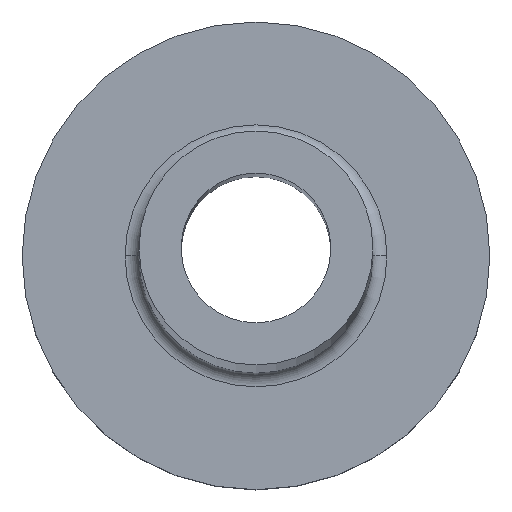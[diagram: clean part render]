
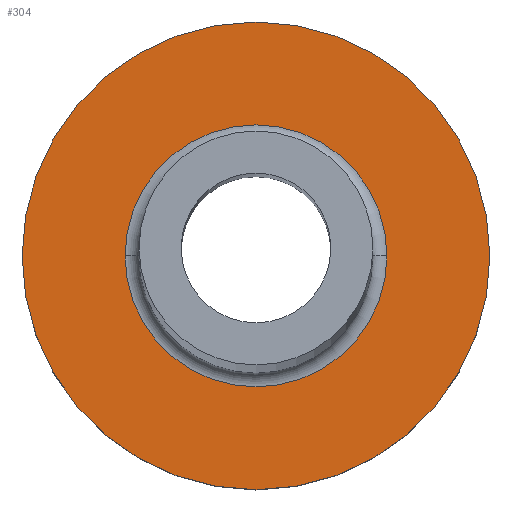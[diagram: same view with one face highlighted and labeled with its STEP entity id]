
A CAD part, top view. The second image highlights one B-rep face of the part: STEP entity #304.
In plain terms, the highlighted planar face has unit normal (0, 0, 1).
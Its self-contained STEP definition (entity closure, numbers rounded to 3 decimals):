
#10 = PLANE ( 'NONE',  #70 ) ;
#16 = CARTESIAN_POINT ( 'NONE',  ( 0., 0., 3. ) ) ;
#18 = AXIS2_PLACEMENT_3D ( 'NONE', #83, #49, #253 ) ;
#49 = DIRECTION ( 'NONE',  ( 0., 0., 1. ) ) ;
#52 = CARTESIAN_POINT ( 'NONE',  ( 5., 0., 3. ) ) ;
#53 = VERTEX_POINT ( 'NONE', #52 ) ;
#60 = CARTESIAN_POINT ( 'NONE',  ( 0., 0., 3. ) ) ;
#70 = AXIS2_PLACEMENT_3D ( 'NONE', #142, #394, #79 ) ;
#73 = EDGE_LOOP ( 'NONE', ( #161, #109 ) ) ;
#79 = DIRECTION ( 'NONE',  ( 1., 0., 0. ) ) ;
#83 = CARTESIAN_POINT ( 'NONE',  ( 0., 0., 3. ) ) ;
#92 = CARTESIAN_POINT ( 'NONE',  ( 0., 0., 3. ) ) ;
#105 = AXIS2_PLACEMENT_3D ( 'NONE', #60, #342, #228 ) ;
#106 = EDGE_CURVE ( 'NONE', #53, #416, #245, .T. ) ;
#109 = ORIENTED_EDGE ( 'NONE', *, *, #106, .T. ) ;
#127 = CARTESIAN_POINT ( 'NONE',  ( -2.8, 0., 3. ) ) ;
#136 = CIRCLE ( 'NONE', #368, 2.8 ) ;
#142 = CARTESIAN_POINT ( 'NONE',  ( 0., 0., 3. ) ) ;
#153 = EDGE_CURVE ( 'NONE', #204, #406, #136, .T. ) ;
#157 = DIRECTION ( 'NONE',  ( 0., 0., 1. ) ) ;
#161 = ORIENTED_EDGE ( 'NONE', *, *, #249, .T. ) ;
#163 = CARTESIAN_POINT ( 'NONE',  ( 2.8, 0., 3. ) ) ;
#169 = ORIENTED_EDGE ( 'NONE', *, *, #379, .T. ) ;
#187 = DIRECTION ( 'NONE',  ( 1., 0., 0. ) ) ;
#190 = CIRCLE ( 'NONE', #419, 5. ) ;
#204 = VERTEX_POINT ( 'NONE', #163 ) ;
#228 = DIRECTION ( 'NONE',  ( 1., 0., 0. ) ) ;
#245 = CIRCLE ( 'NONE', #18, 5. ) ;
#249 = EDGE_CURVE ( 'NONE', #416, #53, #190, .T. ) ;
#253 = DIRECTION ( 'NONE',  ( 1., 0., 0. ) ) ;
#284 = CIRCLE ( 'NONE', #105, 2.8 ) ;
#286 = FACE_BOUND ( 'NONE', #323, .T. ) ;
#300 = DIRECTION ( 'NONE',  ( 1., 0., 0. ) ) ;
#304 = ADVANCED_FACE ( 'NONE', ( #286, #321 ), #10, .T. ) ;
#321 = FACE_OUTER_BOUND ( 'NONE', #73, .T. ) ;
#323 = EDGE_LOOP ( 'NONE', ( #447, #169 ) ) ;
#342 = DIRECTION ( 'NONE',  ( 0., 0., -1. ) ) ;
#348 = CARTESIAN_POINT ( 'NONE',  ( -5., 0., 3. ) ) ;
#368 = AXIS2_PLACEMENT_3D ( 'NONE', #92, #374, #300 ) ;
#374 = DIRECTION ( 'NONE',  ( 0., 0., -1. ) ) ;
#379 = EDGE_CURVE ( 'NONE', #406, #204, #284, .T. ) ;
#394 = DIRECTION ( 'NONE',  ( 0., 0., 1. ) ) ;
#406 = VERTEX_POINT ( 'NONE', #127 ) ;
#416 = VERTEX_POINT ( 'NONE', #348 ) ;
#419 = AXIS2_PLACEMENT_3D ( 'NONE', #16, #157, #187 ) ;
#447 = ORIENTED_EDGE ( 'NONE', *, *, #153, .T. ) ;
